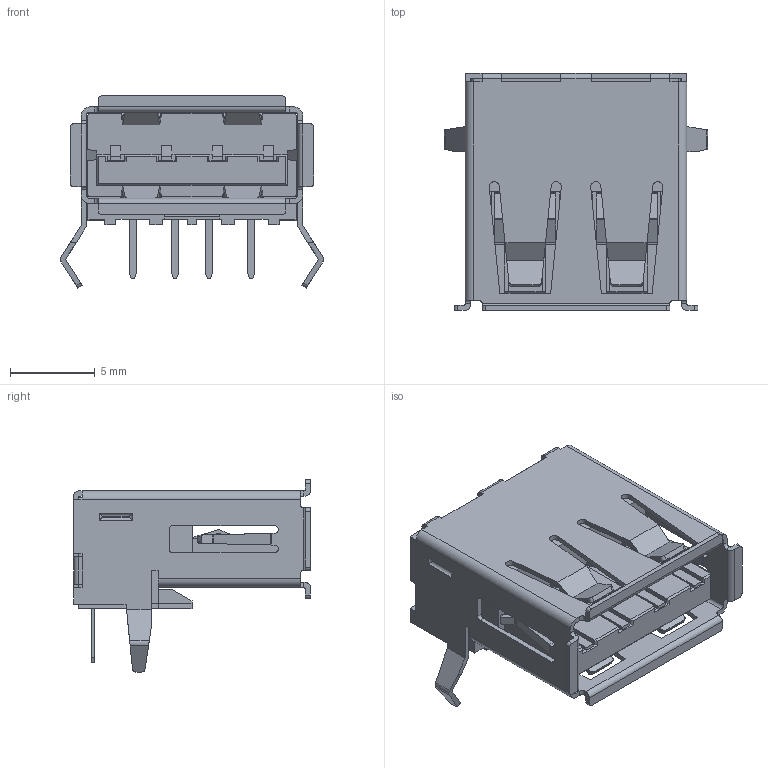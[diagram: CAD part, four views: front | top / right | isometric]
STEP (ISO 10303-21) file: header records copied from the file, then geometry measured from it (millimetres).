
FILE_DESCRIPTION (( 'STEP AP214' ), '1' );
FILE_NAME ('USB-A-TH__USB-AF-90.step', '2022-07-15T09:02:44', ( '' ), ( '' ), 'SwSTEP 2.0', 'SolidWorks 2020', '' );
FILE_SCHEMA (( 'AUTOMOTIVE_DESIGN' ));
Length unit declared in the file: millimetre
Products named in the file (1): USB-A-TH__USB-AF-90
Bounding box: 15.55 x 14 x 11.35 mm (x, y, z)
Volume: 751.7 mm3; surface area: 1753.4 mm2
Topology: 6 solids, 6 shells, 732 faces, 2055 edges, 1354 vertices
Faces by surface type: plane 495, cylinder 125, bspline 112
Entity records: 32696 total; most frequent: CARTESIAN_POINT 6426, ORIENTED_EDGE 4110, DIRECTION 3195, EDGE_CURVE 2055, LINE 1581, VECTOR 1581, VERTEX_POINT 1354, AXIS2_PLACEMENT_3D 807
